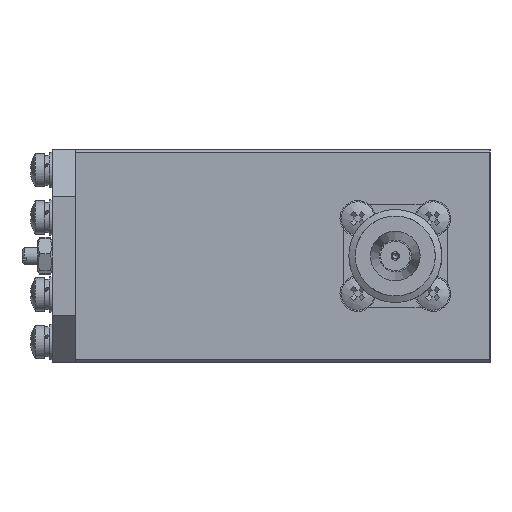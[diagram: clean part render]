
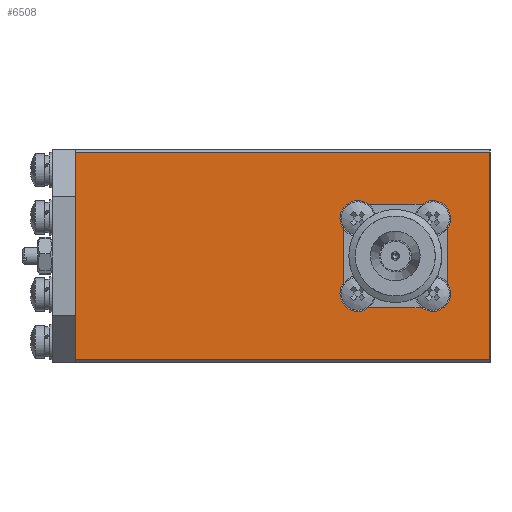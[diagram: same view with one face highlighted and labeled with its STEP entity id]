
A CAD part, left-side view. The second image highlights one B-rep face of the part: STEP entity #6508.
In plain terms, the highlighted planar face has unit normal (-1, 0, 0).
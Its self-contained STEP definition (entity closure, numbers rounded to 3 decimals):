
#6508=ADVANCED_FACE('',(#22291,#22293),#22295,.F.);
#22291=FACE_BOUND('',#22292,.T.);
#22292=EDGE_LOOP('',(#36358,#36359,#36360,#36361));
#22293=FACE_BOUND('',#22294,.T.);
#22294=EDGE_LOOP('',(#36362,#36363,#36364,#36365,#36366,#36367,#36368,#36369));
#22295=PLANE('',#22296);
#22296=AXIS2_PLACEMENT_3D('',#22297,#22298,#22299);
#22297=CARTESIAN_POINT('',(-70.5,70.,18.));
#22298=DIRECTION('',(1.,-0.,0.));
#22299=DIRECTION('',(0.,0.,-1.));
#36358=ORIENTED_EDGE('',*,*,#43451,.T.);
#36359=ORIENTED_EDGE('',*,*,#43434,.T.);
#36360=ORIENTED_EDGE('',*,*,#43452,.T.);
#36361=ORIENTED_EDGE('',*,*,#43436,.F.);
#36362=ORIENTED_EDGE('',*,*,#43453,.F.);
#36363=ORIENTED_EDGE('',*,*,#43454,.F.);
#36364=ORIENTED_EDGE('',*,*,#43455,.F.);
#36365=ORIENTED_EDGE('',*,*,#43456,.T.);
#36366=ORIENTED_EDGE('',*,*,#43457,.T.);
#36367=ORIENTED_EDGE('',*,*,#43458,.T.);
#36368=ORIENTED_EDGE('',*,*,#43459,.T.);
#36369=ORIENTED_EDGE('',*,*,#43460,.F.);
#43434=EDGE_CURVE('',#49078,#49076,#49079,.T.);
#43436=EDGE_CURVE('',#49081,#49082,#49083,.T.);
#43451=EDGE_CURVE('',#49081,#49078,#49110,.T.);
#43452=EDGE_CURVE('',#49076,#49082,#49111,.T.);
#43453=EDGE_CURVE('',#49112,#49113,#49114,.T.);
#43454=EDGE_CURVE('',#49115,#49112,#49116,.T.);
#43455=EDGE_CURVE('',#49117,#49115,#49118,.T.);
#43456=EDGE_CURVE('',#49117,#49119,#49120,.T.);
#43457=EDGE_CURVE('',#49119,#49121,#49122,.T.);
#43458=EDGE_CURVE('',#49121,#49123,#49124,.T.);
#43459=EDGE_CURVE('',#49123,#49125,#49126,.T.);
#43460=EDGE_CURVE('',#49113,#49125,#49127,.T.);
#49076=VERTEX_POINT('',#70274);
#49078=VERTEX_POINT('',#70278);
#49079=LINE('',#70279,#70280);
#49081=VERTEX_POINT('',#70285);
#49082=VERTEX_POINT('',#70286);
#49083=LINE('',#70287,#70288);
#49110=LINE('',#70348,#70349);
#49111=LINE('',#70351,#70352);
#49112=VERTEX_POINT('',#70354);
#49113=VERTEX_POINT('',#70355);
#49114=LINE('',#70356,#70357);
#49115=VERTEX_POINT('',#70359);
#49116=LINE('',#70360,#70361);
#49117=VERTEX_POINT('',#70363);
#49118=LINE('',#70364,#70365);
#49119=VERTEX_POINT('',#70367);
#49120=LINE('',#70368,#70369);
#49121=VERTEX_POINT('',#70371);
#49122=LINE('',#70372,#70373);
#49123=VERTEX_POINT('',#70375);
#49124=LINE('',#70376,#70377);
#49125=VERTEX_POINT('',#70379);
#49126=LINE('',#70380,#70381);
#49127=LINE('',#70383,#70384);
#70274=CARTESIAN_POINT('',(-70.5,0.,17.5));
#70278=CARTESIAN_POINT('',(-70.5,0.,-17.5));
#70279=CARTESIAN_POINT('',(-70.5,0.,-17.5));
#70280=VECTOR('',#70281,1.);
#70281=DIRECTION('',(0.,0.,1.));
#70285=CARTESIAN_POINT('',(-70.5,70.,-17.5));
#70286=CARTESIAN_POINT('',(-70.5,70.,17.5));
#70287=CARTESIAN_POINT('',(-70.5,70.,-17.5));
#70288=VECTOR('',#70289,1.);
#70289=DIRECTION('',(0.,0.,1.));
#70348=CARTESIAN_POINT('',(-70.5,70.,-17.5));
#70349=VECTOR('',#70350,1.);
#70350=DIRECTION('',(0.,-1.,0.));
#70351=CARTESIAN_POINT('',(-70.5,0.,17.5));
#70352=VECTOR('',#70353,1.);
#70353=DIRECTION('',(0.,1.,0.));
#70354=CARTESIAN_POINT('',(-70.5,7.25,-7.25));
#70355=CARTESIAN_POINT('',(-70.5,7.25,7.25));
#70356=CARTESIAN_POINT('',(-70.5,7.25,-7.25));
#70357=VECTOR('',#70358,1.);
#70358=DIRECTION('',(0.,0.,1.));
#70359=CARTESIAN_POINT('',(-70.5,8.75,-8.75));
#70360=CARTESIAN_POINT('',(-70.5,8.75,-8.75));
#70361=VECTOR('',#70362,1.);
#70362=DIRECTION('',(0.,-0.707,0.707));
#70363=CARTESIAN_POINT('',(-70.5,23.25,-8.75));
#70364=CARTESIAN_POINT('',(-70.5,23.25,-8.75));
#70365=VECTOR('',#70366,1.);
#70366=DIRECTION('',(0.,-1.,0.));
#70367=CARTESIAN_POINT('',(-70.5,24.75,-7.25));
#70368=CARTESIAN_POINT('',(-70.5,23.25,-8.75));
#70369=VECTOR('',#70370,1.);
#70370=DIRECTION('',(0.,0.707,0.707));
#70371=CARTESIAN_POINT('',(-70.5,24.75,7.25));
#70372=CARTESIAN_POINT('',(-70.5,24.75,-7.25));
#70373=VECTOR('',#70374,1.);
#70374=DIRECTION('',(0.,0.,1.));
#70375=CARTESIAN_POINT('',(-70.5,23.25,8.75));
#70376=CARTESIAN_POINT('',(-70.5,24.75,7.25));
#70377=VECTOR('',#70378,1.);
#70378=DIRECTION('',(0.,-0.707,0.707));
#70379=CARTESIAN_POINT('',(-70.5,8.75,8.75));
#70380=CARTESIAN_POINT('',(-70.5,23.25,8.75));
#70381=VECTOR('',#70382,1.);
#70382=DIRECTION('',(0.,-1.,0.));
#70383=CARTESIAN_POINT('',(-70.5,7.25,7.25));
#70384=VECTOR('',#70385,1.);
#70385=DIRECTION('',(0.,0.707,0.707));
